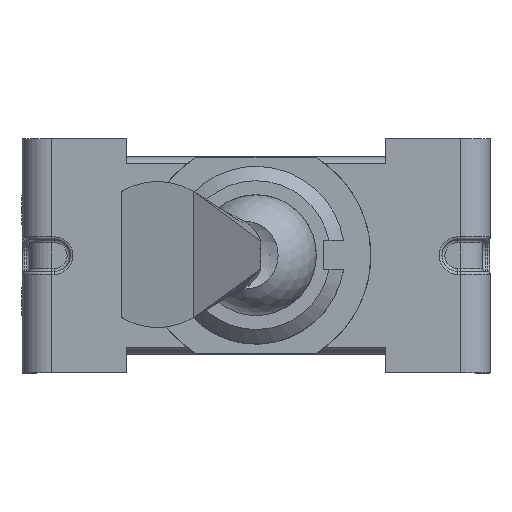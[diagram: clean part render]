
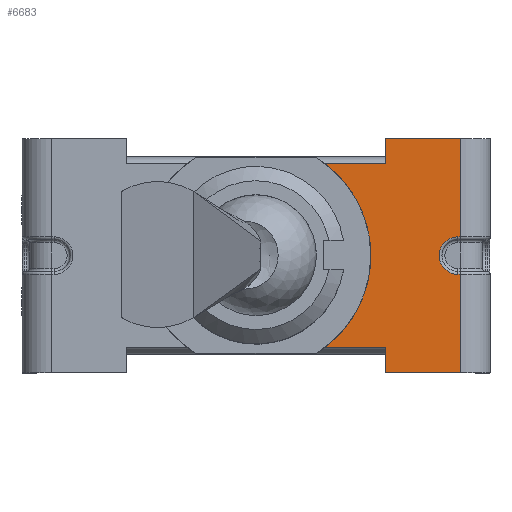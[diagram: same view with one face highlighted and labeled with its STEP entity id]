
A CAD part, top view. The second image highlights one B-rep face of the part: STEP entity #6683.
In plain terms, the highlighted planar face has unit normal (0, 0, 1).
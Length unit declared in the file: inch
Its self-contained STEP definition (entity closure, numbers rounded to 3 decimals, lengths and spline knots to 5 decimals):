
#575=LINE('',#10463,#1255);
#583=LINE('',#10489,#1263);
#685=LINE('',#10765,#1365);
#692=LINE('',#10781,#1372);
#696=LINE('',#10788,#1376);
#704=LINE('',#10803,#1384);
#707=LINE('',#10807,#1387);
#730=LINE('',#10910,#1410);
#743=LINE('',#10947,#1423);
#744=LINE('',#10956,#1424);
#1255=VECTOR('',#8380,0.3937);
#1263=VECTOR('',#8402,0.3937);
#1365=VECTOR('',#8638,0.3937);
#1372=VECTOR('',#8651,0.3937);
#1376=VECTOR('',#8657,0.3937);
#1384=VECTOR('',#8671,0.3937);
#1387=VECTOR('',#8676,0.3937);
#1410=VECTOR('',#8807,0.3937);
#1423=VECTOR('',#8844,0.3937);
#1424=VECTOR('',#8857,0.3937);
#1780=PLANE('',#7360);
#2167=FACE_OUTER_BOUND('',#2578,.T.);
#2578=EDGE_LOOP('',(#6150,#6151,#6152,#6153,#6154,#6155,#6156,#6157,#6158,
#6159,#6160,#6161));
#2694=CIRCLE('',#7040,0.15709);
#2771=CIRCLE('',#7197,0.02559);
#3154=VERTEX_POINT('',#10445);
#3155=VERTEX_POINT('',#10447);
#3157=VERTEX_POINT('',#10460);
#3158=VERTEX_POINT('',#10462);
#3169=VERTEX_POINT('',#10486);
#3271=VERTEX_POINT('',#10753);
#3276=VERTEX_POINT('',#10763);
#3282=VERTEX_POINT('',#10779);
#3288=VERTEX_POINT('',#10801);
#3313=VERTEX_POINT('',#10907);
#3326=VERTEX_POINT('',#10946);
#3327=VERTEX_POINT('',#10950);
#3908=EDGE_CURVE('',#3154,#3155,#2694,.T.);
#3915=EDGE_CURVE('',#3157,#3158,#575,.T.);
#3928=EDGE_CURVE('',#3169,#3158,#583,.T.);
#4063=EDGE_CURVE('',#3276,#3271,#685,.T.);
#4071=EDGE_CURVE('',#3157,#3282,#692,.T.);
#4075=EDGE_CURVE('',#3282,#3155,#696,.T.);
#4083=EDGE_CURVE('',#3154,#3288,#704,.T.);
#4086=EDGE_CURVE('',#3288,#3271,#707,.T.);
#4138=EDGE_CURVE('',#3276,#3313,#730,.T.);
#4157=EDGE_CURVE('',#3169,#3326,#743,.T.);
#4159=EDGE_CURVE('',#3326,#3327,#2771,.T.);
#4162=EDGE_CURVE('',#3327,#3313,#744,.T.);
#6150=ORIENTED_EDGE('',*,*,#3908,.F.);
#6151=ORIENTED_EDGE('',*,*,#4083,.T.);
#6152=ORIENTED_EDGE('',*,*,#4086,.T.);
#6153=ORIENTED_EDGE('',*,*,#4063,.F.);
#6154=ORIENTED_EDGE('',*,*,#4138,.T.);
#6155=ORIENTED_EDGE('',*,*,#4162,.F.);
#6156=ORIENTED_EDGE('',*,*,#4159,.F.);
#6157=ORIENTED_EDGE('',*,*,#4157,.F.);
#6158=ORIENTED_EDGE('',*,*,#3928,.T.);
#6159=ORIENTED_EDGE('',*,*,#3915,.F.);
#6160=ORIENTED_EDGE('',*,*,#4071,.T.);
#6161=ORIENTED_EDGE('',*,*,#4075,.T.);
#6683=ADVANCED_FACE('',(#2167),#1780,.T.);
#7040=AXIS2_PLACEMENT_3D('',#10448,#8361,#8362);
#7197=AXIS2_PLACEMENT_3D('',#10951,#8849,#8850);
#7360=AXIS2_PLACEMENT_3D('',#11278,#9263,#9264);
#8361=DIRECTION('center_axis',(0.,0.,
1.));
#8362=DIRECTION('ref_axis',(-1.,0.,0.));
#8380=DIRECTION('',(1.,0.,0.));
#8402=DIRECTION('',(0.,1.,0.));
#8638=DIRECTION('',(-1.,0.,0.));
#8651=DIRECTION('',(0.,-1.,0.));
#8657=DIRECTION('',(-1.,0.,0.));
#8671=DIRECTION('',(1.,0.,0.));
#8676=DIRECTION('',(0.,-1.,0.));
#8807=DIRECTION('',(0.,1.,0.));
#8844=DIRECTION('',(-1.,0.,0.));
#8849=DIRECTION('center_axis',(0.,0.,
1.));
#8850=DIRECTION('ref_axis',(-1.,0.,0.));
#8857=DIRECTION('',(1.,0.,0.));
#9263=DIRECTION('center_axis',(0.,0.,
1.));
#9264=DIRECTION('ref_axis',(-1.,0.,0.));
#10445=CARTESIAN_POINT('',(0.09462,-0.12539,0.37008));
#10447=CARTESIAN_POINT('',(0.09462,0.12539,0.37008));
#10448=CARTESIAN_POINT('Origin',(0.,0.,
0.37008));
#10460=CARTESIAN_POINT('',(0.17717,0.16004,0.37008));
#10462=CARTESIAN_POINT('',(0.27992,0.16004,0.37008));
#10463=CARTESIAN_POINT('',(-0.32008,0.16004,0.37008));
#10486=CARTESIAN_POINT('',(0.27992,0.02559,0.37008));
#10489=CARTESIAN_POINT('',(0.27992,-0.08002,0.37008));
#10753=CARTESIAN_POINT('',(0.17717,-0.16004,0.37008));
#10763=CARTESIAN_POINT('',(0.27992,-0.16004,0.37008));
#10765=CARTESIAN_POINT('',(0.32008,-0.16004,0.37008));
#10779=CARTESIAN_POINT('',(0.17717,0.12539,0.37008));
#10781=CARTESIAN_POINT('',(0.17717,0.0627,0.37008));
#10788=CARTESIAN_POINT('',(-0.08858,0.12539,0.37008));
#10801=CARTESIAN_POINT('',(0.17717,-0.12539,0.37008));
#10803=CARTESIAN_POINT('',(0.08858,-0.12539,0.37008));
#10807=CARTESIAN_POINT('',(0.17717,-0.08002,0.37008));
#10907=CARTESIAN_POINT('',(0.27992,-0.02559,0.37008));
#10910=CARTESIAN_POINT('',(0.27992,-0.08002,0.37008));
#10946=CARTESIAN_POINT('',(0.27598,0.02559,0.37008));
#10947=CARTESIAN_POINT('',(0.16004,0.02559,0.37008));
#10950=CARTESIAN_POINT('',(0.27598,-0.02559,0.37008));
#10951=CARTESIAN_POINT('Origin',(0.27598,0.,
0.37008));
#10956=CARTESIAN_POINT('',(0.16004,-0.02559,0.37008));
#11278=CARTESIAN_POINT('Origin',(0.,0.,
0.37008));
